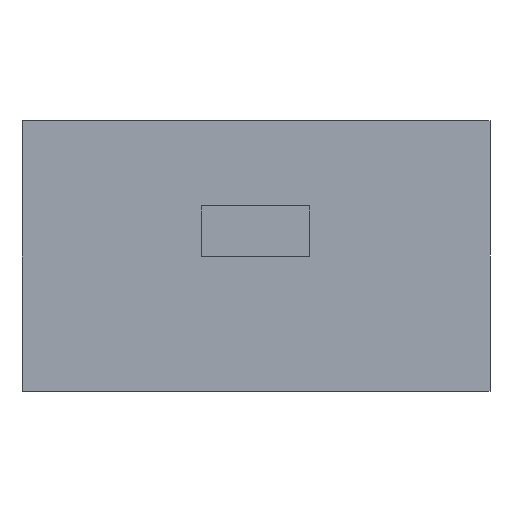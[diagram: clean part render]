
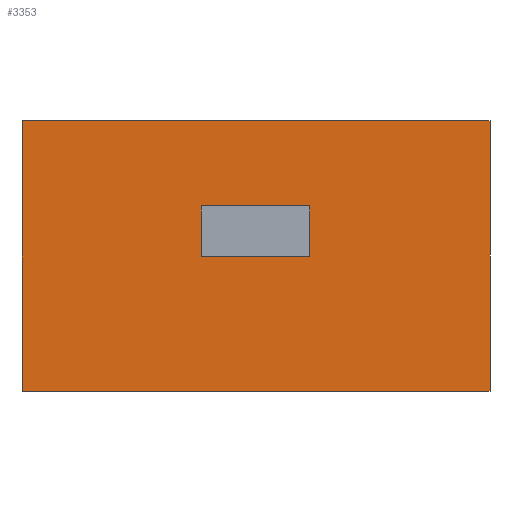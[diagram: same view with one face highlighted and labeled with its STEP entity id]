
A CAD part, front view. The second image highlights one B-rep face of the part: STEP entity #3353.
In plain terms, the highlighted planar face has unit normal (0, -1, 0).
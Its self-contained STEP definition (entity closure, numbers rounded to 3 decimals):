
#15=FACE_BOUND('',#503,.T.);
#117=PLANE('',#3588);
#277=FACE_OUTER_BOUND('',#502,.T.);
#502=EDGE_LOOP('',(#2412,#2413,#2414,#2415,#2416,#2417));
#503=EDGE_LOOP('',(#2418,#2419,#2420,#2421));
#829=LINE('',#5040,#1150);
#844=LINE('',#5072,#1165);
#845=LINE('',#5074,#1166);
#846=LINE('',#5075,#1167);
#847=LINE('',#5077,#1168);
#848=LINE('',#5078,#1169);
#849=LINE('',#5081,#1170);
#850=LINE('',#5083,#1171);
#851=LINE('',#5085,#1172);
#852=LINE('',#5086,#1173);
#1150=VECTOR('',#3983,10.);
#1165=VECTOR('',#4010,10.);
#1166=VECTOR('',#4011,10.);
#1167=VECTOR('',#4012,10.);
#1168=VECTOR('',#4013,10.);
#1169=VECTOR('',#4014,10.);
#1170=VECTOR('',#4015,10.);
#1171=VECTOR('',#4016,10.);
#1172=VECTOR('',#4017,10.);
#1173=VECTOR('',#4018,10.);
#1607=VERTEX_POINT('',#5028);
#1612=VERTEX_POINT('',#5038);
#1622=VERTEX_POINT('',#5070);
#1623=VERTEX_POINT('',#5071);
#1624=VERTEX_POINT('',#5073);
#1625=VERTEX_POINT('',#5076);
#1626=VERTEX_POINT('',#5079);
#1627=VERTEX_POINT('',#5080);
#1628=VERTEX_POINT('',#5082);
#1629=VERTEX_POINT('',#5084);
#1923=EDGE_CURVE('',#1607,#1612,#829,.T.);
#1938=EDGE_CURVE('',#1622,#1623,#844,.T.);
#1939=EDGE_CURVE('',#1623,#1624,#845,.T.);
#1940=EDGE_CURVE('',#1624,#1607,#846,.T.);
#1941=EDGE_CURVE('',#1612,#1625,#847,.T.);
#1942=EDGE_CURVE('',#1625,#1622,#848,.T.);
#1943=EDGE_CURVE('',#1626,#1627,#849,.T.);
#1944=EDGE_CURVE('',#1627,#1628,#850,.T.);
#1945=EDGE_CURVE('',#1628,#1629,#851,.T.);
#1946=EDGE_CURVE('',#1629,#1626,#852,.T.);
#2412=ORIENTED_EDGE('',*,*,#1938,.T.);
#2413=ORIENTED_EDGE('',*,*,#1939,.T.);
#2414=ORIENTED_EDGE('',*,*,#1940,.T.);
#2415=ORIENTED_EDGE('',*,*,#1923,.T.);
#2416=ORIENTED_EDGE('',*,*,#1941,.T.);
#2417=ORIENTED_EDGE('',*,*,#1942,.T.);
#2418=ORIENTED_EDGE('',*,*,#1943,.T.);
#2419=ORIENTED_EDGE('',*,*,#1944,.T.);
#2420=ORIENTED_EDGE('',*,*,#1945,.T.);
#2421=ORIENTED_EDGE('',*,*,#1946,.T.);
#3353=ADVANCED_FACE('',(#277,#15),#117,.T.);
#3588=AXIS2_PLACEMENT_3D('',#5069,#4008,#4009);
#3983=DIRECTION('',(0.,0.,-1.));
#4008=DIRECTION('center_axis',(0.,-1.,0.));
#4009=DIRECTION('ref_axis',(0.,0.,-1.));
#4010=DIRECTION('',(-1.,0.,0.));
#4011=DIRECTION('',(0.,0.,-1.));
#4012=DIRECTION('',(1.,0.,0.));
#4013=DIRECTION('',(1.,0.,0.));
#4014=DIRECTION('',(0.,0.,1.));
#4015=DIRECTION('',(-1.,0.,0.));
#4016=DIRECTION('',(0.,0.,1.));
#4017=DIRECTION('',(1.,0.,0.));
#4018=DIRECTION('',(0.,0.,-1.));
#5028=CARTESIAN_POINT('',(6.985,13.78,-2.987));
#5038=CARTESIAN_POINT('',(6.985,13.78,-2.988));
#5040=CARTESIAN_POINT('',(6.985,13.78,-2.987));
#5069=CARTESIAN_POINT('Origin',(29.413,13.78,16.365));
#5070=CARTESIAN_POINT('',(58.574,13.78,28.717));
#5071=CARTESIAN_POINT('',(3.751,13.78,28.717));
#5072=CARTESIAN_POINT('',(5.251,13.78,28.717));
#5073=CARTESIAN_POINT('',(3.751,13.78,-2.987));
#5074=CARTESIAN_POINT('',(3.751,13.78,-2.988));
#5075=CARTESIAN_POINT('',(5.251,13.78,-2.987));
#5076=CARTESIAN_POINT('',(58.574,13.78,-2.988));
#5077=CARTESIAN_POINT('',(53.574,13.78,-2.988));
#5078=CARTESIAN_POINT('',(58.574,13.78,-2.988));
#5079=CARTESIAN_POINT('',(37.464,13.78,12.786));
#5080=CARTESIAN_POINT('',(24.758,13.78,12.786));
#5081=CARTESIAN_POINT('',(37.464,13.78,12.786));
#5082=CARTESIAN_POINT('',(24.758,13.78,18.729));
#5083=CARTESIAN_POINT('',(24.758,13.78,12.786));
#5084=CARTESIAN_POINT('',(37.464,13.78,18.729));
#5085=CARTESIAN_POINT('',(24.758,13.78,18.729));
#5086=CARTESIAN_POINT('',(37.464,13.78,18.729));
